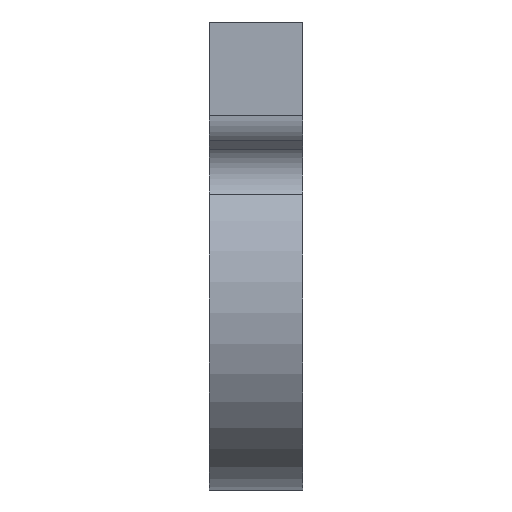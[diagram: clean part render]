
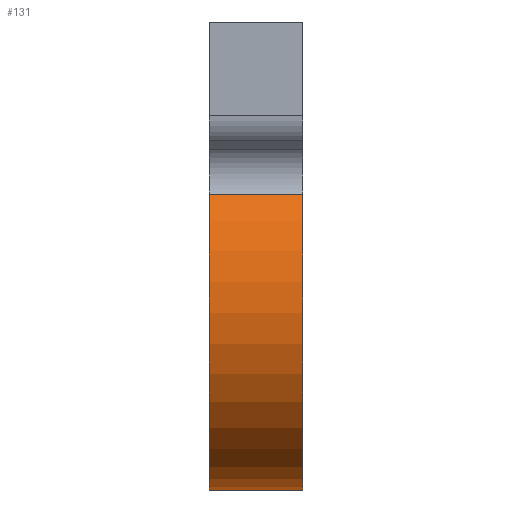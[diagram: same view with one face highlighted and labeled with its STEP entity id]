
A CAD part, left-side view. The second image highlights one B-rep face of the part: STEP entity #131.
In plain terms, the highlighted cylindrical face has radius 16 mm (diameter 32 mm), a partial arc.
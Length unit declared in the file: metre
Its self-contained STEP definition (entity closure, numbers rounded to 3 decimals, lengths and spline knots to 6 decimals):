
#131 = ADVANCED_FACE( 'NONE', ( #317 ), #318, .T. );
#317 = FACE_OUTER_BOUND( '', #1824, .T. );
#318 = CYLINDRICAL_SURFACE( '', #1825, 0.016 );
#1824 = EDGE_LOOP( '', ( #4879, #4880, #4881, #4882 ) );
#1825 = AXIS2_PLACEMENT_3D( '', #4883, #4884, #4885 );
#4879 = ORIENTED_EDGE( '', *, *, #6138, .F. );
#4880 = ORIENTED_EDGE( '', *, *, #5980, .T. );
#4881 = ORIENTED_EDGE( '', *, *, #6000, .T. );
#4882 = ORIENTED_EDGE( '', *, *, #6162, .T. );
#4883 = CARTESIAN_POINT( '', ( 0., 0.008, 0. ) );
#4884 = DIRECTION( '', ( 0., 1., 0. ) );
#4885 = DIRECTION( '', ( 0., 0., -1. ) );
#5980 = EDGE_CURVE( 'NONE', #6742, #6739, #6743, .T. );
#6000 = EDGE_CURVE( 'NONE', #6739, #6776, #6778, .T. );
#6138 = EDGE_CURVE( 'NONE', #6742, #7035, #7036, .T. );
#6162 = EDGE_CURVE( 'NONE', #6776, #7035, #7076, .T. );
#6739 = VERTEX_POINT( 'NONE', #8605 );
#6742 = VERTEX_POINT( 'NONE', #8608 );
#6743 = LINE( '', #8609, #8610 );
#6776 = VERTEX_POINT( 'NONE', #8652 );
#6778 = CIRCLE( '', #8654, 0.016 );
#7035 = VERTEX_POINT( 'NONE', #10388 );
#7036 = CIRCLE( '', #10389, 0.016 );
#7076 = LINE( '', #10434, #10435 );
#8605 = CARTESIAN_POINT( '', ( 0.013044, 0., 0.009266 ) );
#8608 = CARTESIAN_POINT( '', ( 0.013044, 0.008, 0.009266 ) );
#8609 = CARTESIAN_POINT( '', ( 0.013044, 0.008, 0.009266 ) );
#8610 = VECTOR( '', #17135, 1. );
#8652 = CARTESIAN_POINT( '', ( -0.013044, 0., 0.009266 ) );
#8654 = AXIS2_PLACEMENT_3D( '', #17172, #17173, #17174 );
#10388 = CARTESIAN_POINT( '', ( -0.013044, 0.008, 0.009266 ) );
#10389 = AXIS2_PLACEMENT_3D( '', #17243, #17244, #17245 );
#10434 = CARTESIAN_POINT( '', ( -0.013044, 0.008, 0.009266 ) );
#10435 = VECTOR( '', #17302, 1. );
#17135 = DIRECTION( '', ( 0., -1., 0. ) );
#17172 = CARTESIAN_POINT( '', ( 0., 0., 0. ) );
#17173 = DIRECTION( '', ( 0., 1., 0. ) );
#17174 = DIRECTION( '', ( 0., 0., 1. ) );
#17243 = CARTESIAN_POINT( '', ( 0., 0.008, 0. ) );
#17244 = DIRECTION( '', ( 0., 1., 0. ) );
#17245 = DIRECTION( '', ( 0., 0., 1. ) );
#17302 = DIRECTION( '', ( 0., 1., 0. ) );
